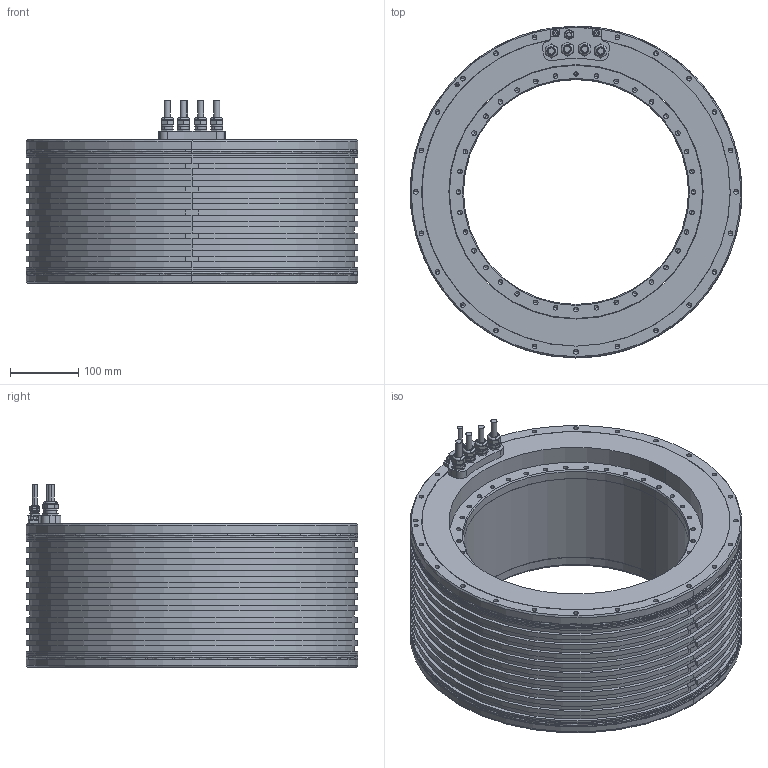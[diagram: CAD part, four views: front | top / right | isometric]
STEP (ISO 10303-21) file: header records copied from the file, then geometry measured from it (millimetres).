
FILE_DESCRIPTION((''),'2;1');
FILE_NAME('1395945-10-D01-02-A','2024-04-10T11:41:53',('ch5533'),(''),'CREO PARAMETRIC BY PTC INC, 2022162','CREO PARAMETRIC BY PTC INC, 2022162','');
FILE_SCHEMA(('AUTOMOTIVE_DESIGN { 1 0 10303 214 1 1 1 1 }'));
Length unit declared in the file: millimetre
Products named in the file (1): 1395945-10-D01-02-A
Bounding box: 485 x 485 x 267 mm (x, y, z)
Volume: 19028129.7 mm3; surface area: 1409557.8 mm2
Topology: 4 solids, 13 shells, 1117 faces, 2688 edges, 1506 vertices
Faces by surface type: cylinder 441, plane 336, cone 292, torus 40, revolution 8
Entity records: 31985 total; most frequent: CARTESIAN_POINT 5743, DIRECTION 5737, ORIENTED_EDGE 4884, EDGE_CURVE 2442, AXIS2_PLACEMENT_3D 2206, VERTEX_POINT 1506, VECTOR 1317, LINE 1317
